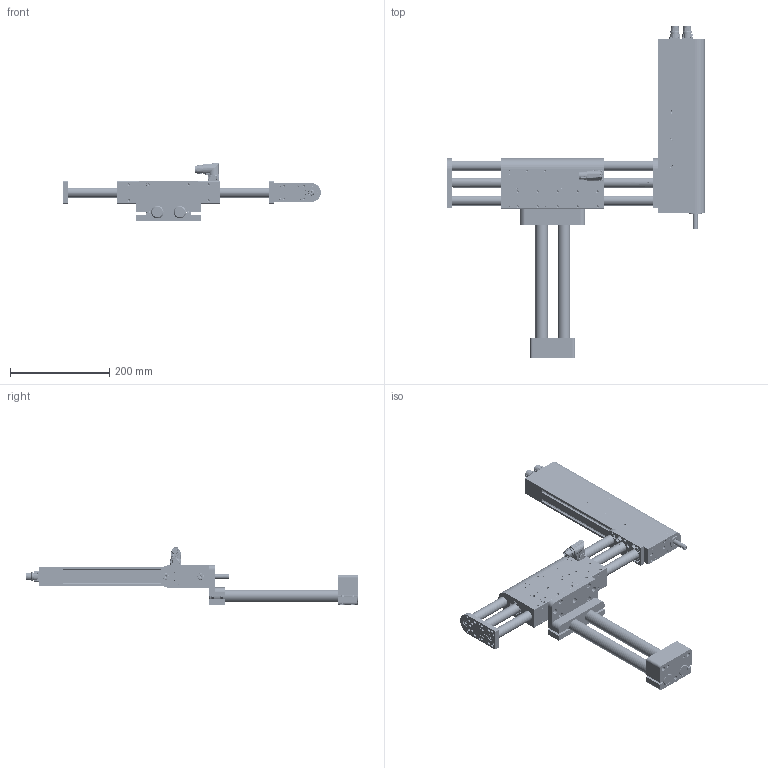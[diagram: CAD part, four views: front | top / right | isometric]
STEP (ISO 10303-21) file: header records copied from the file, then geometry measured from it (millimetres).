
FILE_DESCRIPTION (( 'STEP AP214' ), '1' );
FILE_NAME ('0386-0024_250516_PP05_195-37x120F_70-38x51-MS11_MT02.STEP', '2025-05-16T07:06:31', ( '' ), ( '' ), 'SwSTEP 2.0', 'SolidWorks 2024', '' );
FILE_SCHEMA (( 'AUTOMOTIVE_DESIGN' ));
Length unit declared in the file: millimetre
Products named in the file (37): Z01-2xØ25_D01-37; 0180-1697_DM01k-37-H; 0180-1292_DM01k-37; 0180-1523_Z01-SL-25x..._Ø25x300; 0230-0717_Zyl.-Stift_4x6_STAHL-GH; 0150-4038_PAW01-20-LF_PAW01-20; 0186-1478_PL01-20x410!360-HP-SF_PL01-20x410!360-HP-SF; 0230-0319_zyl.-schr._i-6kt_M6x12_8.8_v-b; DM01-37_PR02-38; 0230-0237_zyl.-schr._i-6kt_M6x20_8.8_v-b1; 0230-0168_Zyl.-Schr_I-6kt_n-K_M8x16_8.8_v-b; 0180-2695_DM01k-37-AGS; RS02k-DA295x10_RS01k-DA295; 0230-0400_Gew.-Stift_I-6kt_R-sch_M4x6_INOX; 0150-4383_Hammermutter_N6_M4; 0230-1198_Gew.-Stift_I-6kt_K-k_M6x6_v-b; MC01-Rw!m_fuss_Fuss; 0180-1493_Z01-SA-25x2; DSB01k-37x206; 0150-4059_Z01-SA-25x2; 0386-0024_250516_PP05_195-37x120F_70-38x51-MS11_MT02; 0180-1492_Z01-SB-25x2; 0230-0692_Linearkugellager_LBBR_20-LS-LGFP; 112739-7; 0186-1058_PR02-38x51-R_23x80F-HP-R-70_MSxx_TS00; Einzelteil_PR02-38x51-R_23x80F-HP-R-70-L00_MSxx_TS00; 0230-0220_zyl.-schr._i-6kt_M6x25_8.8_v-b; Läufer_beweglich_Läufer_beweglich_195; 0150-4058_Z01-SB-25x2; 0230-0721_Zyl.-Stift_5x16_STAHL-GH; 0230-0180_Zyl.-Schr_I-6kt_M4x12_8.8_v-b; 0230-0158_Zyl.-Schr_I-6kt_n-K_M8x18_8.8_v-b; DM01h-37x120F-HP-R; 0150-3128_MC01-Rw!m_GANZ; 0160-0650_Lins.-Schr_I-6rd_M2.5x6_INOX; 0186-1035_DM01-37x120F-HP-R-195_beweglich; DL01h-20x14x...-2xM16_DL01h-20x14x407-2xM16
Assembly tree (75 placements, depth 5):
  0386-0024_250516_PP05_195-37x120F_70-38x51-MS11_MT02
    0186-1035_DM01-37x120F-HP-R-195_beweglich
      DM01h-37x120F-HP-R
        DSB01k-37x206
        0230-0400_Gew.-Stift_I-6kt_R-sch_M4x6_INOX  x7
        0230-0692_Linearkugellager_LBBR_20-LS-LGFP  x4
        0150-3128_MC01-Rw!m_GANZ
          112739-7
          MC01-Rw!m_fuss_Fuss
        0160-0650_Lins.-Schr_I-6rd_M2.5x6_INOX  x4
        0180-2695_DM01k-37-AGS  x2
        0150-4038_PAW01-20-LF_PAW01-20  x2
        0230-1198_Gew.-Stift_I-6kt_K-k_M6x6_v-b  x4
      Läufer_beweglich_Läufer_beweglich_195
        DL01h-20x14x...-2xM16_DL01h-20x14x407-2xM16  x2
        0180-1697_DM01k-37-H
        0180-1292_DM01k-37
        0230-0158_Zyl.-Schr_I-6kt_n-K_M8x18_8.8_v-b
        0230-0168_Zyl.-Schr_I-6kt_n-K_M8x16_8.8_v-b  x4
        0186-1478_PL01-20x410!360-HP-SF_PL01-20x410!360-HP-SF
    Z01-2xØ25_D01-37
      0150-4058_Z01-SB-25x2
        0180-1492_Z01-SB-25x2
        0230-0220_zyl.-schr._i-6kt_M6x25_8.8_v-b  x4
      0180-1523_Z01-SL-25x..._Ø25x300  x2
      0150-4059_Z01-SA-25x2
        0180-1493_Z01-SA-25x2
        0230-0237_zyl.-schr._i-6kt_M6x20_8.8_v-b1  x4
      0230-0319_zyl.-schr._i-6kt_M6x12_8.8_v-b  x4
      0230-0721_Zyl.-Stift_5x16_STAHL-GH  x2
    0186-1058_PR02-38x51-R_23x80F-HP-R-70_MSxx_TS00
      Einzelteil_PR02-38x51-R_23x80F-HP-R-70-L00_MSxx_TS00
      RS02k-DA295x10_RS01k-DA295
    DM01-37_PR02-38
      0230-0717_Zyl.-Stift_4x6_STAHL-GH  x2
      0150-4383_Hammermutter_N6_M4  x4
      0230-0180_Zyl.-Schr_I-6kt_M4x12_8.8_v-b  x4
Bounding box: 518 x 667.65 x 116.05 mm (x, y, z)
Volume: 2915613.7 mm3; surface area: 621419.7 mm2
Topology: 103 solids, 103 shells, 7608 faces, 17845 edges, 10669 vertices
Faces by surface type: plane 2252, cylinder 2229, cone 2075, bspline 952, torus 99, sphere 1
Full cylindrical faces by diameter (mm): 0.6 x5, 1 x4, 1.1 x5, 1.15 x10, 1.2 x6, 1.3 x2, 2 x11, 2.05 x12, 2.1 x4, 2.5 x47, 2.7 x13, 3 x225, 3.1 x6, 3.2 x7, 3.3 x22, 3.4 x3, 4 x181, 4.2 x5, 4.5 x12, 4.8 x1, 5 x61, 5.5 x9, 6 x227, 6.4 x16, 6.6 x7, 6.8 x6, 7 x8, 7.5 x4, 8 x67, 8.4 x5
Entity records: 201619 total; most frequent: CARTESIAN_POINT 76657, DIRECTION 22812, ORIENTED_EDGE 22270, EDGE_CURVE 11135, AXIS2_PLACEMENT_3D 9216, VERTEX_POINT 7613, EDGE_LOOP 7548, FACE_OUTER_BOUND 6216
